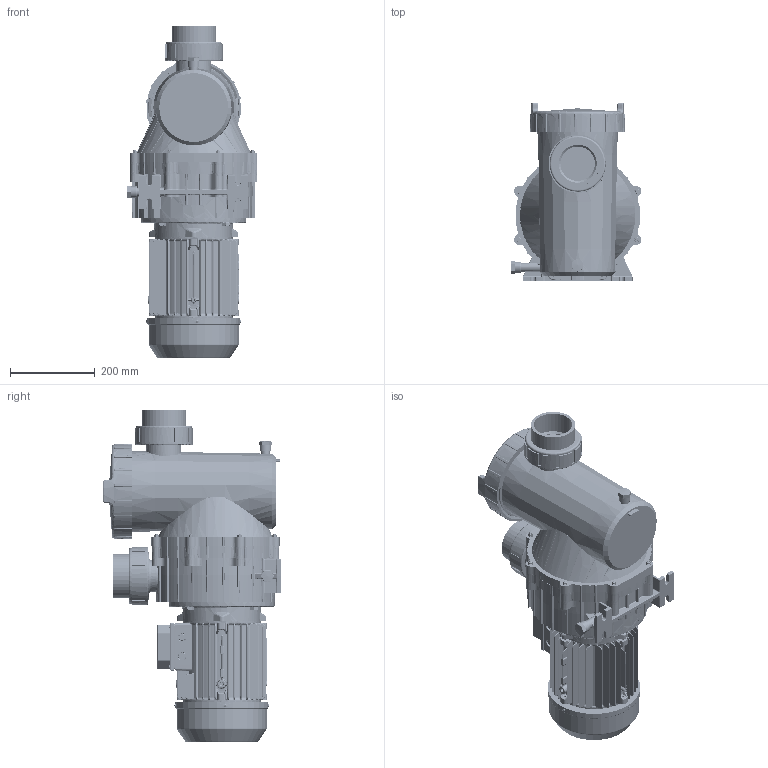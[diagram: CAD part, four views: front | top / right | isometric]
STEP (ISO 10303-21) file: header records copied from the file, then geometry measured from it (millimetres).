
FILE_DESCRIPTION(/* description */ ('Unknown'),/* implementation_level */ '2;1');
FILE_NAME(/* name */ 'SUPRA 550',/* time_stamp */ '2020-06-10T12:38:59+02:00',/* author */ ('Unknown'),/* organization */ ('Unknown'),/* preprocessor_version */ 'ST-DEVELOPER v16.7',/* originating_system */ 'Solid Edge',/* authorisation */ 'Unknown');
FILE_SCHEMA (('AUTOMOTIVE_DESIGN {1 0 10303 214 3 1 1}'));
Products named in the file (1): SUPRA 550
Bounding box: 310 x 421 x 785.85 mm (x, y, z)
Volume: 34460831.2 mm3; surface area: 1564317.9 mm2
Topology: 1 solids, 68 shells, 6004 faces, 14911 edges, 9116 vertices
Faces by surface type: plane 2259, bspline 1519, cylinder 1189, cone 431, torus 405, sphere 201
Full cylindrical faces by diameter (mm): 2.64 x4, 2.85 x4, 3.5 x4, 4 x31, 4.5 x8, 5.459 x8, 6 x16, 6.4 x8, 6.5 x8, 7 x16, 8 x1, 9 x1, 10 x8, 12 x13, 14 x4, 20.955 x2, 21 x1, 21.375 x1, 21.83 x1, 22.6 x1, 27 x3, 30 x1, 81.5 x2, 83 x1, 90.099 x2, 105 x2, 106 x2, 110 x2, 113.03 x4, 132.48 x2
Entity records: 260811 total; most frequent: CARTESIAN_POINT 91084, ORIENTED_EDGE 28140, DIRECTION 23484, EDGE_CURVE 14070, AXIS2_PLACEMENT_3D 9184, VERTEX_POINT 8878, FACE_BOUND 6746, EDGE_LOOP 6728
